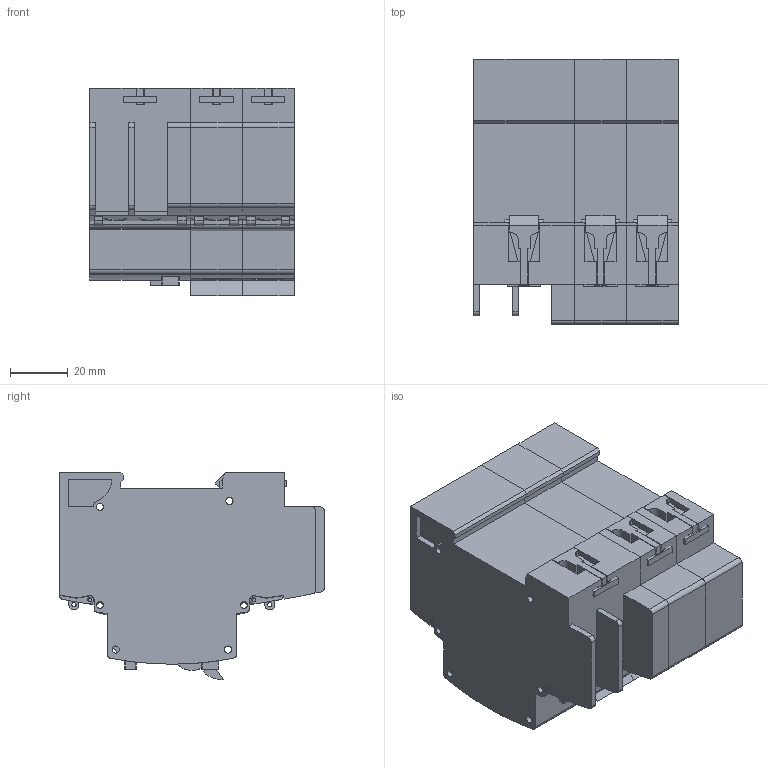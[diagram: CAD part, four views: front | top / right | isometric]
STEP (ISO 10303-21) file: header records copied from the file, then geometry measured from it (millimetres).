
FILE_DESCRIPTION (( 'STEP AP203' ), '1' );
FILE_NAME ('斂-2 (2S) EKF PROxima.STEP', '2016-12-02T07:30:17', ( '' ), ( '' ), 'SwSTEP 2.0', 'SolidWorks 2014', '' );
FILE_SCHEMA (( 'CONFIG_CONTROL_DESIGN' ));
Length unit declared in the file: millimetre
Products named in the file (5): Ñåðèÿ ÀÄ-2_1; Ñåðèÿ ÀÄ-2_2(00); 櫻蠉錪1; 櫻蠉錪2; 斂-2 (2S) EKF PROxima
Assembly tree (9 placements, depth 2):
  斂-2 (2S) EKF PROxima
    Ñåðèÿ ÀÄ-2_1  x2
    Ñåðèÿ ÀÄ-2_2(00)
    櫻蠉錪1  x3
    櫻蠉錪2  x3
Bounding box: 71 x 92 x 72 mm (x, y, z)
Volume: 322008.9 mm3; surface area: 61531.8 mm2
Topology: 9 solids, 9 shells, 895 faces, 2469 edges, 1604 vertices
Faces by surface type: plane 588, cylinder 299, sphere 8
Entity records: 17427 total; most frequent: DIRECTION 2940, CARTESIAN_POINT 2917, ORIENTED_EDGE 2880, EDGE_CURVE 1440, LINE 1022, VECTOR 1022, AXIS2_PLACEMENT_3D 959, VERTEX_POINT 936
